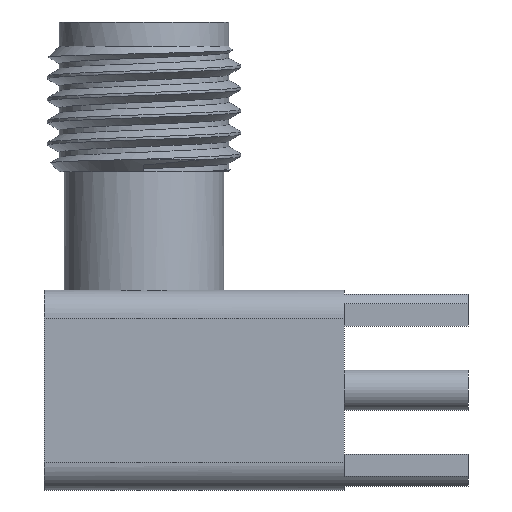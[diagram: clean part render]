
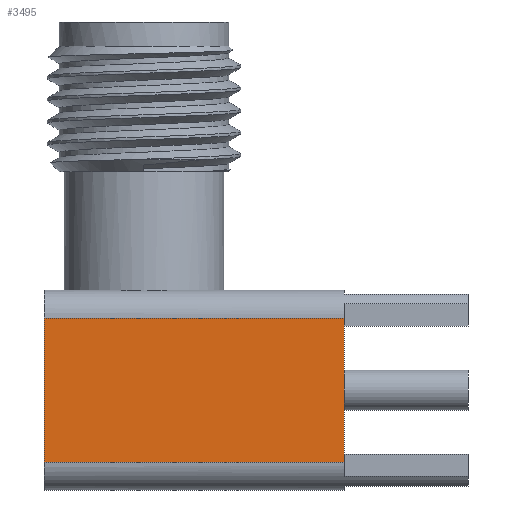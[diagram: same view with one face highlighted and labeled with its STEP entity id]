
A CAD part, left-side view. The second image highlights one B-rep face of the part: STEP entity #3495.
In plain terms, the highlighted planar face has unit normal (-1, 0, 0).
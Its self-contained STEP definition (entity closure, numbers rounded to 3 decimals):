
#1038=DIRECTION('',(0.,0.,-1.));
#1039=VECTOR('',#1038,4.572);
#1040=CARTESIAN_POINT('',(-3.175,3.175,-9.398));
#1041=LINE('',#1040,#1039);
#1052=DIRECTION('',(0.,1.,0.));
#1053=VECTOR('',#1052,9.525);
#1054=CARTESIAN_POINT('',(-3.175,-6.35,-9.398));
#1055=LINE('',#1054,#1053);
#1085=DIRECTION('',(0.,0.,-1.));
#1086=VECTOR('',#1085,4.572);
#1087=CARTESIAN_POINT('',(-3.175,-6.35,-9.398));
#1088=LINE('',#1087,#1086);
#1089=DIRECTION('',(0.,1.,0.));
#1090=VECTOR('',#1089,9.525);
#1091=CARTESIAN_POINT('',(-3.175,-6.35,-13.97));
#1092=LINE('',#1091,#1090);
#1903=CARTESIAN_POINT('',(-3.175,3.175,-9.398));
#1904=VERTEX_POINT('',#1903);
#1912=CARTESIAN_POINT('',(-3.175,3.175,-13.97));
#1914=VERTEX_POINT('',#1912);
#1915=CARTESIAN_POINT('',(-3.175,-6.35,-13.97));
#1916=VERTEX_POINT('',#1915);
#1919=CARTESIAN_POINT('',(-3.175,-6.35,-9.398));
#1920=VERTEX_POINT('',#1919);
#3483=CARTESIAN_POINT('',(-3.175,-6.35,-8.509));
#3484=DIRECTION('',(-1.,0.,0.));
#3485=DIRECTION('',(0.,1.,0.));
#3486=AXIS2_PLACEMENT_3D('',#3483,#3484,#3485);
#3487=PLANE('',#3486);
#3488=ORIENTED_EDGE('',*,*,#3418,.F.);
#3489=ORIENTED_EDGE('',*,*,#3345,.T.);
#3491=ORIENTED_EDGE('',*,*,#3490,.T.);
#3492=ORIENTED_EDGE('',*,*,#3399,.F.);
#3493=EDGE_LOOP('',(#3488,#3489,#3491,#3492));
#3494=FACE_OUTER_BOUND('',#3493,.F.);
#3345=EDGE_CURVE('',#1920,#1916,#1088,.T.);
#3399=EDGE_CURVE('',#1904,#1914,#1041,.T.);
#3418=EDGE_CURVE('',#1920,#1904,#1055,.T.);
#3490=EDGE_CURVE('',#1916,#1914,#1092,.T.);
#3495=ADVANCED_FACE('',(#3494),#3487,.T.);
